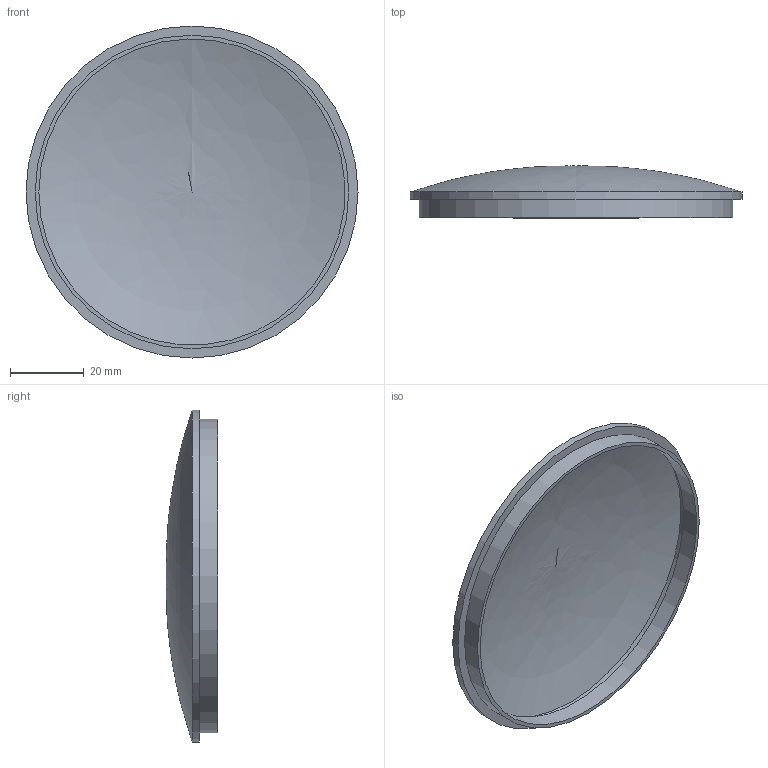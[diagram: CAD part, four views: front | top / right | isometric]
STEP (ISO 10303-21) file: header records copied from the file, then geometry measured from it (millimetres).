
FILE_DESCRIPTION(/* description */ (''),/* implementation_level */ '2;1');
FILE_NAME(/* name */ 'Tapadera.stp',/* time_stamp */ '2020-11-04T14:13:15-06:00',/* author */ ('aaron'),/* organization */ (''),/* preprocessor_version */ 'ST-DEVELOPER v18',/* originating_system */ 'Autodesk Inventor 2020',/* authorisation */ '');
FILE_SCHEMA (('AUTOMOTIVE_DESIGN { 1 0 10303 214 3 1 1 }'));
Length unit declared in the file: millimetre
Products named in the file (1): Tapadera
Bounding box: 90 x 14.03 x 90 mm (x, y, z)
Volume: 8664.2 mm3; surface area: 17279.5 mm2
Topology: 2 solids, 2 shells, 9 faces, 24 edges, 18 vertices
Faces by surface type: cylinder 4, plane 3, bspline 2
Full cylindrical faces by diameter (mm): 83 x1, 85 x2, 90 x1
Entity records: 382 total; most frequent: CARTESIAN_POINT 102, DIRECTION 56, ORIENTED_EDGE 44, AXIS2_PLACEMENT_3D 26, EDGE_CURVE 22, CIRCLE 18, VERTEX_POINT 18, EDGE_LOOP 12
